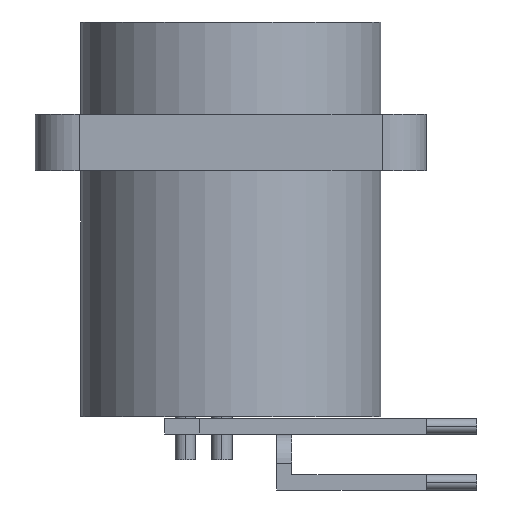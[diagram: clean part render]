
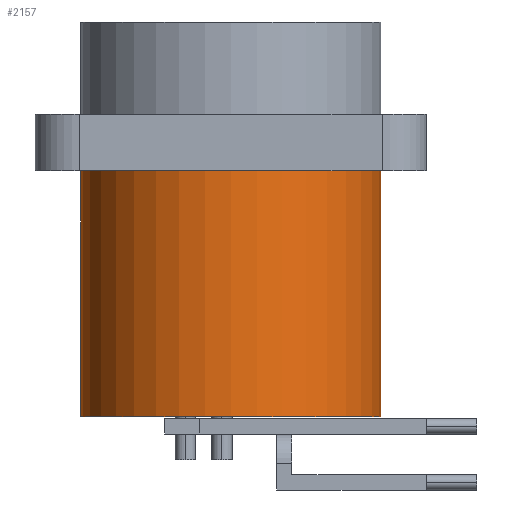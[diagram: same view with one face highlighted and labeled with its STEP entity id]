
A CAD part, left-side view. The second image highlights one B-rep face of the part: STEP entity #2157.
In plain terms, the highlighted cylindrical face has radius 11.9 mm (diameter 23.8 mm), a partial arc.
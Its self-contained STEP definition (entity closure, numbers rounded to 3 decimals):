
#720=DIRECTION('',(0.,0.,1.));
#721=VECTOR('',#720,19.5);
#722=CARTESIAN_POINT('',(0.,11.9,-19.5));
#723=LINE('',#722,#721);
#724=DIRECTION('',(0.,0.,1.));
#725=VECTOR('',#724,19.5);
#726=CARTESIAN_POINT('',(0.,-11.9,-19.5));
#727=LINE('',#726,#725);
#728=CARTESIAN_POINT('',(0.,0.,-19.5));
#729=DIRECTION('',(0.,0.,1.));
#730=DIRECTION('',(0.,1.,0.));
#731=AXIS2_PLACEMENT_3D('',#728,#729,#730);
#743=CARTESIAN_POINT('',(0.,0.,0.));
#744=DIRECTION('',(0.,0.,1.));
#745=DIRECTION('',(0.,1.,0.));
#746=AXIS2_PLACEMENT_3D('',#743,#744,#745);
#1132=CARTESIAN_POINT('',(0.,11.9,-19.5));
#1133=CARTESIAN_POINT('',(0.,11.9,0.));
#1134=VERTEX_POINT('',#1132);
#1135=VERTEX_POINT('',#1133);
#1148=CARTESIAN_POINT('',(0.,-11.9,-19.5));
#1149=CARTESIAN_POINT('',(0.,-11.9,0.));
#1150=VERTEX_POINT('',#1148);
#1151=VERTEX_POINT('',#1149);
#2143=CARTESIAN_POINT('',(0.,0.,13.365));
#2144=DIRECTION('',(0.,0.,-1.));
#2145=DIRECTION('',(0.,-1.,0.));
#2146=AXIS2_PLACEMENT_3D('',#2143,#2144,#2145);
#2147=CYLINDRICAL_SURFACE('',#2146,11.9);
#2149=ORIENTED_EDGE('',*,*,#2148,.T.);
#2151=ORIENTED_EDGE('',*,*,#2150,.T.);
#2153=ORIENTED_EDGE('',*,*,#2152,.F.);
#2154=ORIENTED_EDGE('',*,*,#2128,.F.);
#2155=EDGE_LOOP('',(#2149,#2151,#2153,#2154));
#2156=FACE_OUTER_BOUND('',#2155,.F.);
#732=CIRCLE('',#731,11.9);
#747=CIRCLE('',#746,11.9);
#2128=EDGE_CURVE('',#1134,#1150,#732,.T.);
#2148=EDGE_CURVE('',#1134,#1135,#723,.T.);
#2150=EDGE_CURVE('',#1135,#1151,#747,.T.);
#2152=EDGE_CURVE('',#1150,#1151,#727,.T.);
#2157=ADVANCED_FACE('',(#2156),#2147,.T.);
